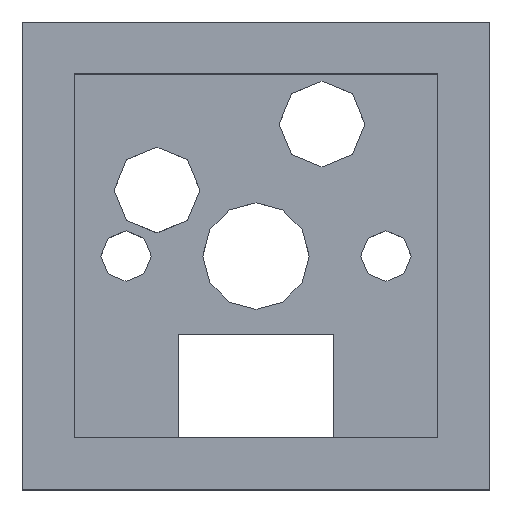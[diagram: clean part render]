
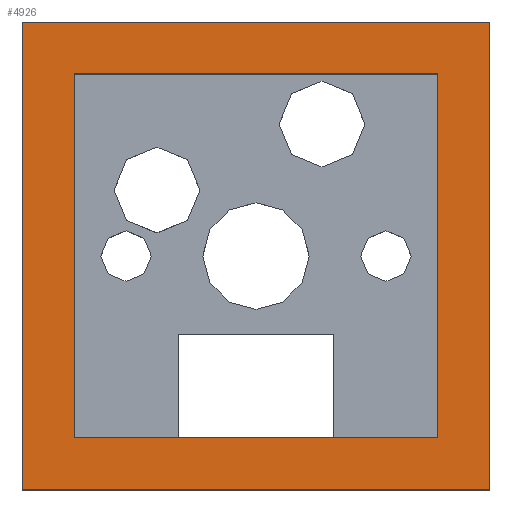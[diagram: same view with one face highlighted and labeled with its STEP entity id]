
A CAD part, top view. The second image highlights one B-rep face of the part: STEP entity #4926.
In plain terms, the highlighted planar face has unit normal (0, 0, 1).
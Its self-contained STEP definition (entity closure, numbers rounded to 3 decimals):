
#159 = PLANE('',#160);
#160 = AXIS2_PLACEMENT_3D('',#161,#162,#163);
#161 = CARTESIAN_POINT('',(-9.,-9.,-4.9));
#162 = DIRECTION('',(1.,0.,0.));
#163 = DIRECTION('',(0.,0.,1.));
#187 = PLANE('',#188);
#188 = AXIS2_PLACEMENT_3D('',#189,#190,#191);
#189 = CARTESIAN_POINT('',(-9.,-9.,-4.9));
#190 = DIRECTION('',(0.,1.,0.));
#191 = DIRECTION('',(0.,0.,1.));
#215 = PLANE('',#216);
#216 = AXIS2_PLACEMENT_3D('',#217,#218,#219);
#217 = CARTESIAN_POINT('',(9.,-9.,-4.9));
#218 = DIRECTION('',(1.,0.,0.));
#219 = DIRECTION('',(0.,0.,1.));
#241 = PLANE('',#242);
#242 = AXIS2_PLACEMENT_3D('',#243,#244,#245);
#243 = CARTESIAN_POINT('',(-9.,9.,-4.9));
#244 = DIRECTION('',(0.,1.,0.));
#245 = DIRECTION('',(0.,0.,1.));
#301 = PLANE('',#302);
#302 = AXIS2_PLACEMENT_3D('',#303,#304,#305);
#303 = CARTESIAN_POINT('',(-7.,-7.,-5.9));
#304 = DIRECTION('',(0.,1.,0.));
#305 = DIRECTION('',(0.,0.,1.));
#1780 = VERTEX_POINT('',#1781);
#1781 = CARTESIAN_POINT('',(-9.,-9.,0.1));
#1804 = VERTEX_POINT('',#1805);
#1805 = CARTESIAN_POINT('',(-9.,9.,0.1));
#1826 = EDGE_CURVE('',#1780,#1804,#1827,.T.);
#1827 = SURFACE_CURVE('',#1828,(#1832,#1839),.PCURVE_S1.);
#1828 = LINE('',#1829,#1830);
#1829 = CARTESIAN_POINT('',(-9.,-9.,0.1));
#1830 = VECTOR('',#1831,1.);
#1831 = DIRECTION('',(0.,1.,0.));
#1832 = PCURVE('',#159,#1833);
#1833 = DEFINITIONAL_REPRESENTATION('',(#1834),#1838);
#1834 = LINE('',#1835,#1836);
#1835 = CARTESIAN_POINT('',(5.,0.));
#1836 = VECTOR('',#1837,1.);
#1837 = DIRECTION('',(0.,-1.));
#1838 = ( GEOMETRIC_REPRESENTATION_CONTEXT(2) 
PARAMETRIC_REPRESENTATION_CONTEXT() REPRESENTATION_CONTEXT('2D SPACE',''
  ) );
#1839 = PCURVE('',#1840,#1845);
#1840 = PLANE('',#1841);
#1841 = AXIS2_PLACEMENT_3D('',#1842,#1843,#1844);
#1842 = CARTESIAN_POINT('',(-9.,-9.,0.1));
#1843 = DIRECTION('',(0.,0.,1.));
#1844 = DIRECTION('',(1.,0.,0.));
#1845 = DEFINITIONAL_REPRESENTATION('',(#1846),#1850);
#1846 = LINE('',#1847,#1848);
#1847 = CARTESIAN_POINT('',(0.,0.));
#1848 = VECTOR('',#1849,1.);
#1849 = DIRECTION('',(0.,1.));
#1850 = ( GEOMETRIC_REPRESENTATION_CONTEXT(2) 
PARAMETRIC_REPRESENTATION_CONTEXT() REPRESENTATION_CONTEXT('2D SPACE',''
  ) );
#1857 = EDGE_CURVE('',#1804,#1858,#1860,.T.);
#1858 = VERTEX_POINT('',#1859);
#1859 = CARTESIAN_POINT('',(9.,9.,0.1));
#1860 = SURFACE_CURVE('',#1861,(#1865,#1872),.PCURVE_S1.);
#1861 = LINE('',#1862,#1863);
#1862 = CARTESIAN_POINT('',(-9.,9.,0.1));
#1863 = VECTOR('',#1864,1.);
#1864 = DIRECTION('',(1.,0.,0.));
#1865 = PCURVE('',#241,#1866);
#1866 = DEFINITIONAL_REPRESENTATION('',(#1867),#1871);
#1867 = LINE('',#1868,#1869);
#1868 = CARTESIAN_POINT('',(5.,0.));
#1869 = VECTOR('',#1870,1.);
#1870 = DIRECTION('',(0.,1.));
#1871 = ( GEOMETRIC_REPRESENTATION_CONTEXT(2) 
PARAMETRIC_REPRESENTATION_CONTEXT() REPRESENTATION_CONTEXT('2D SPACE',''
  ) );
#1872 = PCURVE('',#1840,#1873);
#1873 = DEFINITIONAL_REPRESENTATION('',(#1874),#1878);
#1874 = LINE('',#1875,#1876);
#1875 = CARTESIAN_POINT('',(0.,18.));
#1876 = VECTOR('',#1877,1.);
#1877 = DIRECTION('',(1.,0.));
#1878 = ( GEOMETRIC_REPRESENTATION_CONTEXT(2) 
PARAMETRIC_REPRESENTATION_CONTEXT() REPRESENTATION_CONTEXT('2D SPACE',''
  ) );
#1906 = EDGE_CURVE('',#1780,#1907,#1909,.T.);
#1907 = VERTEX_POINT('',#1908);
#1908 = CARTESIAN_POINT('',(9.,-9.,0.1));
#1909 = SURFACE_CURVE('',#1910,(#1914,#1921),.PCURVE_S1.);
#1910 = LINE('',#1911,#1912);
#1911 = CARTESIAN_POINT('',(-9.,-9.,0.1));
#1912 = VECTOR('',#1913,1.);
#1913 = DIRECTION('',(1.,0.,0.));
#1914 = PCURVE('',#187,#1915);
#1915 = DEFINITIONAL_REPRESENTATION('',(#1916),#1920);
#1916 = LINE('',#1917,#1918);
#1917 = CARTESIAN_POINT('',(5.,0.));
#1918 = VECTOR('',#1919,1.);
#1919 = DIRECTION('',(0.,1.));
#1920 = ( GEOMETRIC_REPRESENTATION_CONTEXT(2) 
PARAMETRIC_REPRESENTATION_CONTEXT() REPRESENTATION_CONTEXT('2D SPACE',''
  ) );
#1921 = PCURVE('',#1840,#1922);
#1922 = DEFINITIONAL_REPRESENTATION('',(#1923),#1927);
#1923 = LINE('',#1924,#1925);
#1924 = CARTESIAN_POINT('',(0.,0.));
#1925 = VECTOR('',#1926,1.);
#1926 = DIRECTION('',(1.,0.));
#1927 = ( GEOMETRIC_REPRESENTATION_CONTEXT(2) 
PARAMETRIC_REPRESENTATION_CONTEXT() REPRESENTATION_CONTEXT('2D SPACE',''
  ) );
#1956 = EDGE_CURVE('',#1907,#1858,#1957,.T.);
#1957 = SURFACE_CURVE('',#1958,(#1962,#1969),.PCURVE_S1.);
#1958 = LINE('',#1959,#1960);
#1959 = CARTESIAN_POINT('',(9.,-9.,0.1));
#1960 = VECTOR('',#1961,1.);
#1961 = DIRECTION('',(0.,1.,0.));
#1962 = PCURVE('',#215,#1963);
#1963 = DEFINITIONAL_REPRESENTATION('',(#1964),#1968);
#1964 = LINE('',#1965,#1966);
#1965 = CARTESIAN_POINT('',(5.,0.));
#1966 = VECTOR('',#1967,1.);
#1967 = DIRECTION('',(0.,-1.));
#1968 = ( GEOMETRIC_REPRESENTATION_CONTEXT(2) 
PARAMETRIC_REPRESENTATION_CONTEXT() REPRESENTATION_CONTEXT('2D SPACE',''
  ) );
#1969 = PCURVE('',#1840,#1970);
#1970 = DEFINITIONAL_REPRESENTATION('',(#1971),#1975);
#1971 = LINE('',#1972,#1973);
#1972 = CARTESIAN_POINT('',(18.,0.));
#1973 = VECTOR('',#1974,1.);
#1974 = DIRECTION('',(0.,1.));
#1975 = ( GEOMETRIC_REPRESENTATION_CONTEXT(2) 
PARAMETRIC_REPRESENTATION_CONTEXT() REPRESENTATION_CONTEXT('2D SPACE',''
  ) );
#2406 = VERTEX_POINT('',#2407);
#2407 = CARTESIAN_POINT('',(7.,-7.,0.1));
#2421 = PLANE('',#2422);
#2422 = AXIS2_PLACEMENT_3D('',#2423,#2424,#2425);
#2423 = CARTESIAN_POINT('',(7.,-7.,-5.9));
#2424 = DIRECTION('',(1.,0.,0.));
#2425 = DIRECTION('',(0.,0.,1.));
#2481 = VERTEX_POINT('',#2482);
#2482 = CARTESIAN_POINT('',(-7.,-7.,0.1));
#2496 = PLANE('',#2497);
#2497 = AXIS2_PLACEMENT_3D('',#2498,#2499,#2500);
#2498 = CARTESIAN_POINT('',(-7.,-7.,-5.9));
#2499 = DIRECTION('',(1.,0.,0.));
#2500 = DIRECTION('',(0.,0.,1.));
#2508 = EDGE_CURVE('',#2406,#2481,#2509,.T.);
#2509 = SURFACE_CURVE('',#2510,(#2514,#2521),.PCURVE_S1.);
#2510 = LINE('',#2511,#2512);
#2511 = CARTESIAN_POINT('',(-8.,-7.,0.1));
#2512 = VECTOR('',#2513,1.);
#2513 = DIRECTION('',(-1.,0.,0.));
#2514 = PCURVE('',#301,#2515);
#2515 = DEFINITIONAL_REPRESENTATION('',(#2516),#2520);
#2516 = LINE('',#2517,#2518);
#2517 = CARTESIAN_POINT('',(6.,-1.));
#2518 = VECTOR('',#2519,1.);
#2519 = DIRECTION('',(0.,-1.));
#2520 = ( GEOMETRIC_REPRESENTATION_CONTEXT(2) 
PARAMETRIC_REPRESENTATION_CONTEXT() REPRESENTATION_CONTEXT('2D SPACE',''
  ) );
#2521 = PCURVE('',#1840,#2522);
#2522 = DEFINITIONAL_REPRESENTATION('',(#2523),#2527);
#2523 = LINE('',#2524,#2525);
#2524 = CARTESIAN_POINT('',(1.,2.));
#2525 = VECTOR('',#2526,1.);
#2526 = DIRECTION('',(-1.,0.));
#2527 = ( GEOMETRIC_REPRESENTATION_CONTEXT(2) 
PARAMETRIC_REPRESENTATION_CONTEXT() REPRESENTATION_CONTEXT('2D SPACE',''
  ) );
#4926 = ADVANCED_FACE('',(#4927,#4933),#1840,.T.);
#4927 = FACE_BOUND('',#4928,.T.);
#4928 = EDGE_LOOP('',(#4929,#4930,#4931,#4932));
#4929 = ORIENTED_EDGE('',*,*,#1826,.F.);
#4930 = ORIENTED_EDGE('',*,*,#1906,.T.);
#4931 = ORIENTED_EDGE('',*,*,#1956,.T.);
#4932 = ORIENTED_EDGE('',*,*,#1857,.F.);
#4933 = FACE_BOUND('',#4934,.T.);
#4934 = EDGE_LOOP('',(#4935,#4936,#4959,#4987));
#4935 = ORIENTED_EDGE('',*,*,#2508,.T.);
#4936 = ORIENTED_EDGE('',*,*,#4937,.T.);
#4937 = EDGE_CURVE('',#2481,#4938,#4940,.T.);
#4938 = VERTEX_POINT('',#4939);
#4939 = CARTESIAN_POINT('',(-7.,7.,0.1));
#4940 = SURFACE_CURVE('',#4941,(#4945,#4952),.PCURVE_S1.);
#4941 = LINE('',#4942,#4943);
#4942 = CARTESIAN_POINT('',(-7.,-8.,0.1));
#4943 = VECTOR('',#4944,1.);
#4944 = DIRECTION('',(0.,1.,0.));
#4945 = PCURVE('',#1840,#4946);
#4946 = DEFINITIONAL_REPRESENTATION('',(#4947),#4951);
#4947 = LINE('',#4948,#4949);
#4948 = CARTESIAN_POINT('',(2.,1.));
#4949 = VECTOR('',#4950,1.);
#4950 = DIRECTION('',(0.,1.));
#4951 = ( GEOMETRIC_REPRESENTATION_CONTEXT(2) 
PARAMETRIC_REPRESENTATION_CONTEXT() REPRESENTATION_CONTEXT('2D SPACE',''
  ) );
#4952 = PCURVE('',#2496,#4953);
#4953 = DEFINITIONAL_REPRESENTATION('',(#4954),#4958);
#4954 = LINE('',#4955,#4956);
#4955 = CARTESIAN_POINT('',(6.,1.));
#4956 = VECTOR('',#4957,1.);
#4957 = DIRECTION('',(0.,-1.));
#4958 = ( GEOMETRIC_REPRESENTATION_CONTEXT(2) 
PARAMETRIC_REPRESENTATION_CONTEXT() REPRESENTATION_CONTEXT('2D SPACE',''
  ) );
#4959 = ORIENTED_EDGE('',*,*,#4960,.F.);
#4960 = EDGE_CURVE('',#4961,#4938,#4963,.T.);
#4961 = VERTEX_POINT('',#4962);
#4962 = CARTESIAN_POINT('',(7.,7.,0.1));
#4963 = SURFACE_CURVE('',#4964,(#4968,#4975),.PCURVE_S1.);
#4964 = LINE('',#4965,#4966);
#4965 = CARTESIAN_POINT('',(-8.,7.,0.1));
#4966 = VECTOR('',#4967,1.);
#4967 = DIRECTION('',(-1.,0.,0.));
#4968 = PCURVE('',#1840,#4969);
#4969 = DEFINITIONAL_REPRESENTATION('',(#4970),#4974);
#4970 = LINE('',#4971,#4972);
#4971 = CARTESIAN_POINT('',(1.,16.));
#4972 = VECTOR('',#4973,1.);
#4973 = DIRECTION('',(-1.,0.));
#4974 = ( GEOMETRIC_REPRESENTATION_CONTEXT(2) 
PARAMETRIC_REPRESENTATION_CONTEXT() REPRESENTATION_CONTEXT('2D SPACE',''
  ) );
#4975 = PCURVE('',#4976,#4981);
#4976 = PLANE('',#4977);
#4977 = AXIS2_PLACEMENT_3D('',#4978,#4979,#4980);
#4978 = CARTESIAN_POINT('',(-7.,7.,-5.9));
#4979 = DIRECTION('',(0.,1.,0.));
#4980 = DIRECTION('',(0.,0.,1.));
#4981 = DEFINITIONAL_REPRESENTATION('',(#4982),#4986);
#4982 = LINE('',#4983,#4984);
#4983 = CARTESIAN_POINT('',(6.,-1.));
#4984 = VECTOR('',#4985,1.);
#4985 = DIRECTION('',(0.,-1.));
#4986 = ( GEOMETRIC_REPRESENTATION_CONTEXT(2) 
PARAMETRIC_REPRESENTATION_CONTEXT() REPRESENTATION_CONTEXT('2D SPACE',''
  ) );
#4987 = ORIENTED_EDGE('',*,*,#4988,.F.);
#4988 = EDGE_CURVE('',#2406,#4961,#4989,.T.);
#4989 = SURFACE_CURVE('',#4990,(#4994,#5001),.PCURVE_S1.);
#4990 = LINE('',#4991,#4992);
#4991 = CARTESIAN_POINT('',(7.,-8.,0.1));
#4992 = VECTOR('',#4993,1.);
#4993 = DIRECTION('',(0.,1.,0.));
#4994 = PCURVE('',#1840,#4995);
#4995 = DEFINITIONAL_REPRESENTATION('',(#4996),#5000);
#4996 = LINE('',#4997,#4998);
#4997 = CARTESIAN_POINT('',(16.,1.));
#4998 = VECTOR('',#4999,1.);
#4999 = DIRECTION('',(0.,1.));
#5000 = ( GEOMETRIC_REPRESENTATION_CONTEXT(2) 
PARAMETRIC_REPRESENTATION_CONTEXT() REPRESENTATION_CONTEXT('2D SPACE',''
  ) );
#5001 = PCURVE('',#2421,#5002);
#5002 = DEFINITIONAL_REPRESENTATION('',(#5003),#5007);
#5003 = LINE('',#5004,#5005);
#5004 = CARTESIAN_POINT('',(6.,1.));
#5005 = VECTOR('',#5006,1.);
#5006 = DIRECTION('',(0.,-1.));
#5007 = ( GEOMETRIC_REPRESENTATION_CONTEXT(2) 
PARAMETRIC_REPRESENTATION_CONTEXT() REPRESENTATION_CONTEXT('2D SPACE',''
  ) );
